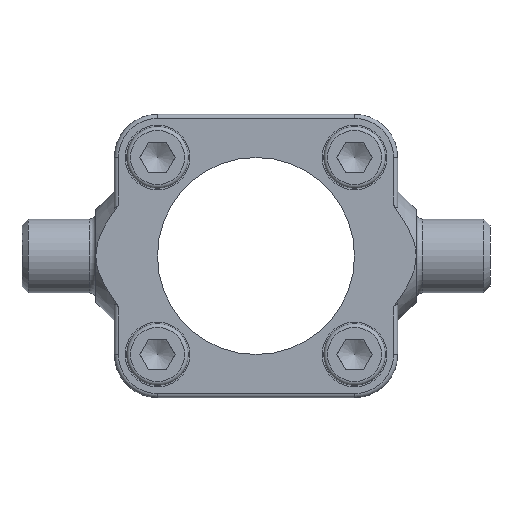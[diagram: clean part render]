
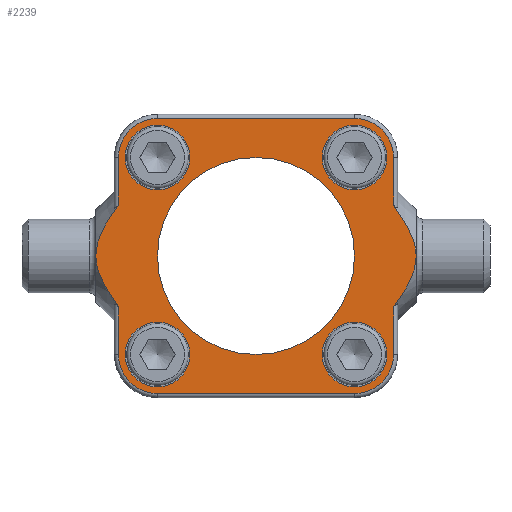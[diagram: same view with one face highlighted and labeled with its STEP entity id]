
A CAD part, front view. The second image highlights one B-rep face of the part: STEP entity #2239.
In plain terms, the highlighted planar face has unit normal (0, -1, 0).
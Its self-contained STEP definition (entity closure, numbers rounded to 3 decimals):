
#53=(
BOUNDED_CURVE()
B_SPLINE_CURVE(2,(#3850,#3851,#3852),.UNSPECIFIED.,.F.,.F.)
B_SPLINE_CURVE_WITH_KNOTS((3,3),(3.991,8.008),
 .UNSPECIFIED.)
CURVE()
GEOMETRIC_REPRESENTATION_ITEM()
RATIONAL_B_SPLINE_CURVE((3.644,4.533,4.533))
REPRESENTATION_ITEM('')
);
#54=(
BOUNDED_CURVE()
B_SPLINE_CURVE(2,(#3858,#3859,#3860),.UNSPECIFIED.,.F.,.F.)
B_SPLINE_CURVE_WITH_KNOTS((3,3),(8.008,12.025),
 .UNSPECIFIED.)
CURVE()
GEOMETRIC_REPRESENTATION_ITEM()
RATIONAL_B_SPLINE_CURVE((4.533,4.533,3.644))
REPRESENTATION_ITEM('')
);
#57=(
BOUNDED_CURVE()
B_SPLINE_CURVE(2,(#3947,#3948,#3949),.UNSPECIFIED.,.F.,.F.)
B_SPLINE_CURVE_WITH_KNOTS((3,3),(3.991,8.008),
 .UNSPECIFIED.)
CURVE()
GEOMETRIC_REPRESENTATION_ITEM()
RATIONAL_B_SPLINE_CURVE((3.644,4.533,4.533))
REPRESENTATION_ITEM('')
);
#59=(
BOUNDED_CURVE()
B_SPLINE_CURVE(2,(#3979,#3980,#3981),.UNSPECIFIED.,.F.,.F.)
B_SPLINE_CURVE_WITH_KNOTS((3,3),(8.008,12.025),
 .UNSPECIFIED.)
CURVE()
GEOMETRIC_REPRESENTATION_ITEM()
RATIONAL_B_SPLINE_CURVE((4.533,4.533,3.644))
REPRESENTATION_ITEM('')
);
#161=LINE('',#4018,#274);
#162=LINE('',#4022,#275);
#163=LINE('',#4025,#276);
#164=LINE('',#4027,#277);
#165=LINE('',#4031,#278);
#166=LINE('',#4034,#279);
#274=VECTOR('',#3093,1000.);
#275=VECTOR('',#3096,1000.);
#276=VECTOR('',#3099,1000.);
#277=VECTOR('',#3100,1000.);
#278=VECTOR('',#3103,1000.);
#279=VECTOR('',#3106,1000.);
#361=FACE_BOUND('',#586,.T.);
#362=FACE_BOUND('',#587,.T.);
#363=FACE_BOUND('',#588,.T.);
#364=FACE_BOUND('',#589,.T.);
#365=FACE_BOUND('',#590,.T.);
#458=FACE_OUTER_BOUND('',#585,.T.);
#585=EDGE_LOOP('',(#1798,#1799,#1800,#1801,#1802,#1803,#1804,#1805,#1806,
#1807,#1808,#1809,#1810,#1811));
#586=EDGE_LOOP('',(#1812,#1813));
#587=EDGE_LOOP('',(#1814,#1815));
#588=EDGE_LOOP('',(#1816,#1817));
#589=EDGE_LOOP('',(#1818,#1819));
#590=EDGE_LOOP('',(#1820,#1821));
#725=CIRCLE('',#2450,5.25);
#726=CIRCLE('',#2451,5.25);
#729=CIRCLE('',#2455,5.25);
#730=CIRCLE('',#2456,5.25);
#733=CIRCLE('',#2460,5.25);
#734=CIRCLE('',#2461,5.25);
#737=CIRCLE('',#2465,5.25);
#738=CIRCLE('',#2466,5.25);
#739=CIRCLE('',#2468,16.);
#742=CIRCLE('',#2471,16.);
#765=CIRCLE('',#2509,6.34);
#766=CIRCLE('',#2510,6.34);
#767=CIRCLE('',#2511,6.34);
#768=CIRCLE('',#2512,6.34);
#935=VERTEX_POINT('',#3699);
#936=VERTEX_POINT('',#3701);
#939=VERTEX_POINT('',#3709);
#940=VERTEX_POINT('',#3711);
#943=VERTEX_POINT('',#3719);
#944=VERTEX_POINT('',#3721);
#947=VERTEX_POINT('',#3729);
#948=VERTEX_POINT('',#3731);
#949=VERTEX_POINT('',#3735);
#950=VERTEX_POINT('',#3736);
#967=VERTEX_POINT('',#3805);
#972=VERTEX_POINT('',#3833);
#973=VERTEX_POINT('',#3854);
#975=VERTEX_POINT('',#3857);
#983=VERTEX_POINT('',#3930);
#988=VERTEX_POINT('',#3978);
#993=VERTEX_POINT('',#4017);
#994=VERTEX_POINT('',#4019);
#995=VERTEX_POINT('',#4021);
#996=VERTEX_POINT('',#4023);
#997=VERTEX_POINT('',#4026);
#998=VERTEX_POINT('',#4028);
#999=VERTEX_POINT('',#4030);
#1000=VERTEX_POINT('',#4032);
#1208=EDGE_CURVE('',#935,#936,#725,.T.);
#1209=EDGE_CURVE('',#936,#935,#726,.T.);
#1213=EDGE_CURVE('',#939,#940,#729,.T.);
#1214=EDGE_CURVE('',#940,#939,#730,.T.);
#1218=EDGE_CURVE('',#943,#944,#733,.T.);
#1219=EDGE_CURVE('',#944,#943,#734,.T.);
#1223=EDGE_CURVE('',#947,#948,#737,.T.);
#1224=EDGE_CURVE('',#948,#947,#738,.T.);
#1225=EDGE_CURVE('',#949,#950,#739,.T.);
#1229=EDGE_CURVE('',#950,#949,#742,.T.);
#1255=EDGE_CURVE('',#972,#967,#53,.T.);
#1257=EDGE_CURVE('',#973,#975,#54,.T.);
#1267=EDGE_CURVE('',#983,#973,#57,.T.);
#1272=EDGE_CURVE('',#967,#988,#59,.T.);
#1284=EDGE_CURVE('',#972,#993,#161,.T.);
#1285=EDGE_CURVE('',#993,#994,#765,.T.);
#1286=EDGE_CURVE('',#994,#995,#162,.T.);
#1287=EDGE_CURVE('',#995,#996,#766,.T.);
#1288=EDGE_CURVE('',#996,#975,#163,.T.);
#1289=EDGE_CURVE('',#983,#997,#164,.T.);
#1290=EDGE_CURVE('',#997,#998,#767,.T.);
#1291=EDGE_CURVE('',#998,#999,#165,.T.);
#1292=EDGE_CURVE('',#999,#1000,#768,.T.);
#1293=EDGE_CURVE('',#1000,#988,#166,.T.);
#1798=ORIENTED_EDGE('',*,*,#1255,.F.);
#1799=ORIENTED_EDGE('',*,*,#1284,.T.);
#1800=ORIENTED_EDGE('',*,*,#1285,.T.);
#1801=ORIENTED_EDGE('',*,*,#1286,.T.);
#1802=ORIENTED_EDGE('',*,*,#1287,.T.);
#1803=ORIENTED_EDGE('',*,*,#1288,.T.);
#1804=ORIENTED_EDGE('',*,*,#1257,.F.);
#1805=ORIENTED_EDGE('',*,*,#1267,.F.);
#1806=ORIENTED_EDGE('',*,*,#1289,.T.);
#1807=ORIENTED_EDGE('',*,*,#1290,.T.);
#1808=ORIENTED_EDGE('',*,*,#1291,.T.);
#1809=ORIENTED_EDGE('',*,*,#1292,.T.);
#1810=ORIENTED_EDGE('',*,*,#1293,.T.);
#1811=ORIENTED_EDGE('',*,*,#1272,.F.);
#1812=ORIENTED_EDGE('',*,*,#1209,.F.);
#1813=ORIENTED_EDGE('',*,*,#1208,.F.);
#1814=ORIENTED_EDGE('',*,*,#1214,.F.);
#1815=ORIENTED_EDGE('',*,*,#1213,.F.);
#1816=ORIENTED_EDGE('',*,*,#1219,.F.);
#1817=ORIENTED_EDGE('',*,*,#1218,.F.);
#1818=ORIENTED_EDGE('',*,*,#1224,.F.);
#1819=ORIENTED_EDGE('',*,*,#1223,.F.);
#1820=ORIENTED_EDGE('',*,*,#1225,.F.);
#1821=ORIENTED_EDGE('',*,*,#1229,.F.);
#2024=PLANE('',#2508);
#2239=ADVANCED_FACE('',(#458,#361,#362,#363,#364,#365),#2024,.T.);
#2450=AXIS2_PLACEMENT_3D('',#3702,#2957,#2958);
#2451=AXIS2_PLACEMENT_3D('',#3703,#2959,#2960);
#2455=AXIS2_PLACEMENT_3D('',#3712,#2968,#2969);
#2456=AXIS2_PLACEMENT_3D('',#3713,#2970,#2971);
#2460=AXIS2_PLACEMENT_3D('',#3722,#2979,#2980);
#2461=AXIS2_PLACEMENT_3D('',#3723,#2981,#2982);
#2465=AXIS2_PLACEMENT_3D('',#3732,#2990,#2991);
#2466=AXIS2_PLACEMENT_3D('',#3733,#2992,#2993);
#2468=AXIS2_PLACEMENT_3D('',#3737,#2996,#2997);
#2471=AXIS2_PLACEMENT_3D('',#3743,#3003,#3004);
#2508=AXIS2_PLACEMENT_3D('',#4016,#3091,#3092);
#2509=AXIS2_PLACEMENT_3D('',#4020,#3094,#3095);
#2510=AXIS2_PLACEMENT_3D('',#4024,#3097,#3098);
#2511=AXIS2_PLACEMENT_3D('',#4029,#3101,#3102);
#2512=AXIS2_PLACEMENT_3D('',#4033,#3104,#3105);
#2957=DIRECTION('center_axis',(0.,-1.,0.));
#2958=DIRECTION('ref_axis',(0.,0.,
1.));
#2959=DIRECTION('center_axis',(0.,-1.,0.));
#2960=DIRECTION('ref_axis',(0.,0.,
1.));
#2968=DIRECTION('center_axis',(0.,-1.,0.));
#2969=DIRECTION('ref_axis',(0.,0.,
-1.));
#2970=DIRECTION('center_axis',(0.,-1.,0.));
#2971=DIRECTION('ref_axis',(0.,0.,
-1.));
#2979=DIRECTION('center_axis',(0.,-1.,0.));
#2980=DIRECTION('ref_axis',(0.,0.,
-1.));
#2981=DIRECTION('center_axis',(0.,-1.,0.));
#2982=DIRECTION('ref_axis',(0.,0.,
-1.));
#2990=DIRECTION('center_axis',(0.,-1.,0.));
#2991=DIRECTION('ref_axis',(0.,0.,
1.));
#2992=DIRECTION('center_axis',(0.,-1.,0.));
#2993=DIRECTION('ref_axis',(0.,0.,
1.));
#2996=DIRECTION('center_axis',(0.,-1.,0.));
#2997=DIRECTION('ref_axis',(0.,0.,
1.));
#3003=DIRECTION('center_axis',(0.,-1.,0.));
#3004=DIRECTION('ref_axis',(0.,0.,
1.));
#3091=DIRECTION('center_axis',(0.,-1.,0.));
#3092=DIRECTION('ref_axis',(0.,0.,
1.));
#3093=DIRECTION('',(0.,0.,-1.));
#3094=DIRECTION('center_axis',(0.,-1.,0.));
#3095=DIRECTION('ref_axis',(0.,0.,
1.));
#3096=DIRECTION('',(1.,0.,0.));
#3097=DIRECTION('center_axis',(0.,-1.,0.));
#3098=DIRECTION('ref_axis',(0.,0.,
1.));
#3099=DIRECTION('',(0.,0.,1.));
#3100=DIRECTION('',(0.,0.,1.));
#3101=DIRECTION('center_axis',(0.,-1.,0.));
#3102=DIRECTION('ref_axis',(0.,0.,
1.));
#3103=DIRECTION('',(-1.,0.,0.));
#3104=DIRECTION('center_axis',(0.,-1.,0.));
#3105=DIRECTION('ref_axis',(0.,0.,
1.));
#3106=DIRECTION('',(0.,0.,-1.));
#3699=CARTESIAN_POINT('',(16.,-14.,10.75));
#3701=CARTESIAN_POINT('',(16.,-14.,21.25));
#3702=CARTESIAN_POINT('Origin',(16.,-14.,16.));
#3703=CARTESIAN_POINT('Origin',(16.,-14.,16.));
#3709=CARTESIAN_POINT('',(-16.,-14.,10.75));
#3711=CARTESIAN_POINT('',(-16.,-14.,21.25));
#3712=CARTESIAN_POINT('Origin',(-16.,-14.,16.));
#3713=CARTESIAN_POINT('Origin',(-16.,-14.,16.));
#3719=CARTESIAN_POINT('',(16.,-14.,-21.25));
#3721=CARTESIAN_POINT('',(16.,-14.,-10.75));
#3722=CARTESIAN_POINT('Origin',(16.,-14.,-16.));
#3723=CARTESIAN_POINT('Origin',(16.,-14.,-16.));
#3729=CARTESIAN_POINT('',(-16.,-14.,-21.25));
#3731=CARTESIAN_POINT('',(-16.,-14.,-10.75));
#3732=CARTESIAN_POINT('Origin',(-16.,-14.,-16.));
#3733=CARTESIAN_POINT('Origin',(-16.,-14.,-16.));
#3735=CARTESIAN_POINT('',(0.,-14.,-16.));
#3736=CARTESIAN_POINT('',(0.,-14.,16.));
#3737=CARTESIAN_POINT('Origin',(0.,-14.,0.));
#3743=CARTESIAN_POINT('Origin',(0.,-14.,0.));
#3805=CARTESIAN_POINT('',(-26.,-14.,0.));
#3833=CARTESIAN_POINT('',(-22.34,-14.,-8.264));
#3850=CARTESIAN_POINT('Ctrl Pts',(-22.34,-14.,-8.264));
#3851=CARTESIAN_POINT('Ctrl Pts',(-26.,-14.,-3.322));
#3852=CARTESIAN_POINT('Ctrl Pts',(-26.,-14.,0.));
#3854=CARTESIAN_POINT('',(26.,-14.,0.));
#3857=CARTESIAN_POINT('',(22.34,-14.,-8.264));
#3858=CARTESIAN_POINT('Ctrl Pts',(26.,-14.,0.));
#3859=CARTESIAN_POINT('Ctrl Pts',(26.,-14.,-3.322));
#3860=CARTESIAN_POINT('Ctrl Pts',(22.34,-14.,-8.264));
#3930=CARTESIAN_POINT('',(22.34,-14.,8.264));
#3947=CARTESIAN_POINT('Ctrl Pts',(22.34,-14.,8.264));
#3948=CARTESIAN_POINT('Ctrl Pts',(26.,-14.,3.322));
#3949=CARTESIAN_POINT('Ctrl Pts',(26.,-14.,0.));
#3978=CARTESIAN_POINT('',(-22.34,-14.,8.264));
#3979=CARTESIAN_POINT('Ctrl Pts',(-26.,-14.,0.));
#3980=CARTESIAN_POINT('Ctrl Pts',(-26.,-14.,3.322));
#3981=CARTESIAN_POINT('Ctrl Pts',(-22.34,-14.,8.264));
#4016=CARTESIAN_POINT('Origin',(16.,-14.,16.));
#4017=CARTESIAN_POINT('',(-22.34,-14.,-16.));
#4018=CARTESIAN_POINT('',(-22.34,-14.,-16.));
#4019=CARTESIAN_POINT('',(-16.,-14.,-22.34));
#4020=CARTESIAN_POINT('Origin',(-16.,-14.,-16.));
#4021=CARTESIAN_POINT('',(16.,-14.,-22.34));
#4022=CARTESIAN_POINT('',(16.,-14.,-22.34));
#4023=CARTESIAN_POINT('',(22.34,-14.,-16.));
#4024=CARTESIAN_POINT('Origin',(16.,-14.,-16.));
#4025=CARTESIAN_POINT('',(22.34,-14.,-7.348));
#4026=CARTESIAN_POINT('',(22.34,-14.,16.));
#4027=CARTESIAN_POINT('',(22.34,-14.,16.));
#4028=CARTESIAN_POINT('',(16.,-14.,22.34));
#4029=CARTESIAN_POINT('Origin',(16.,-14.,16.));
#4030=CARTESIAN_POINT('',(-16.,-14.,22.34));
#4031=CARTESIAN_POINT('',(-16.,-14.,22.34));
#4032=CARTESIAN_POINT('',(-22.34,-14.,16.));
#4033=CARTESIAN_POINT('Origin',(-16.,-14.,16.));
#4034=CARTESIAN_POINT('',(-22.34,-14.,7.348));
